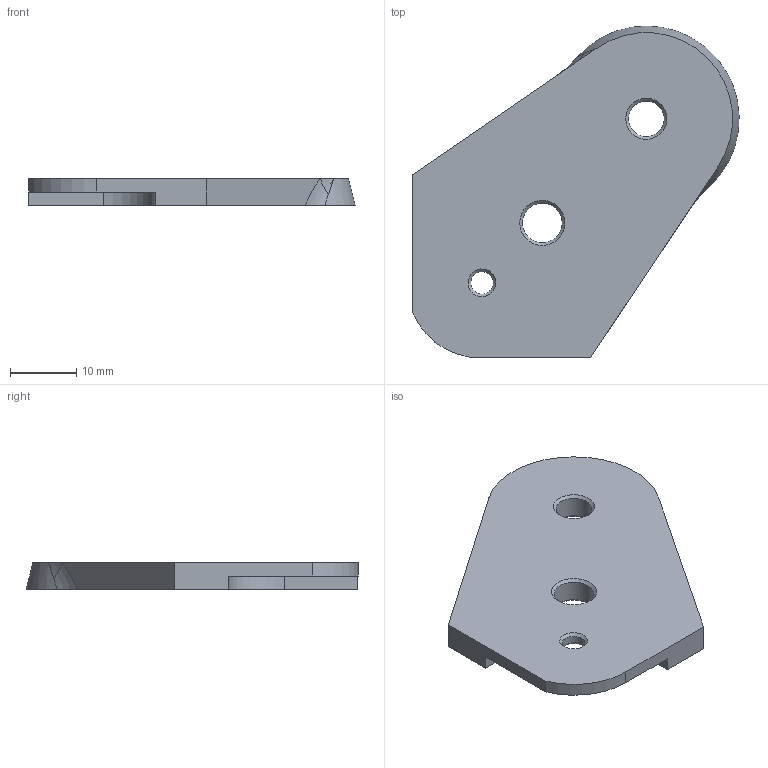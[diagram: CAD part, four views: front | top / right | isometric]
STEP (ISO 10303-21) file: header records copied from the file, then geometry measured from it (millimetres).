
FILE_DESCRIPTION(/* description */ (''),/* implementation_level */ '2;1');
FILE_NAME(/* name */ 'back_right_foot_bowden_tube_accent_spacer v1.step',/* time_stamp */ '2023-12-03T14:26:10-08:00',/* author */ (''),/* organization */ (''),/* preprocessor_version */ 'ST-DEVELOPER v20',/* originating_system */ 'Autodesk Translation Framework v12.14.0.127',/* authorisation */ '');
FILE_SCHEMA (('AUTOMOTIVE_DESIGN { 1 0 10303 214 3 1 1 }'));
Length unit declared in the file: millimetre
Products named in the file (1): back_right_foot_bowden_tube_accent_spacer
Bounding box: 49.21 x 50.06 x 4 mm (x, y, z)
Volume: 5691.6 mm3; surface area: 3955.7 mm2
Topology: 1 solids, 1 shells, 25 faces, 69 edges, 46 vertices
Faces by surface type: plane 9, cone 7, cylinder 5, bspline 4
Full cylindrical faces by diameter (mm): 3.4 x1, 5.4 x1, 6 x1
Entity records: 1001 total; most frequent: CARTESIAN_POINT 310, ORIENTED_EDGE 138, DIRECTION 131, EDGE_CURVE 69, AXIS2_PLACEMENT_3D 49, VERTEX_POINT 46, LINE 33, VECTOR 33
